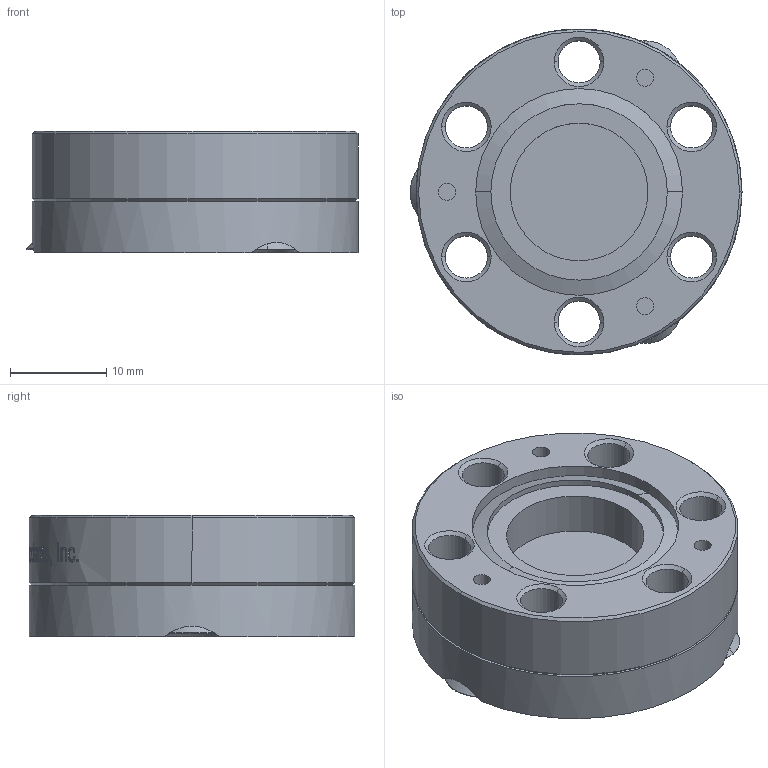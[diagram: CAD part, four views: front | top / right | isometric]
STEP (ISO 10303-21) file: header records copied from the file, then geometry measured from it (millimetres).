
FILE_DESCRIPTION(/* description */ ('Alibre Inc.'),/* implementation_level */ '2;1');
FILE_NAME(/* name */ 'export0',/* time_stamp */ '2009-02-25T09:30:24-08:00',/* author */ (''),/* organization */ (''),/* preprocessor_version */ 'ST-DEVELOPER v10',/* originating_system */ 'Alibre',/* authorisation */ '');
FILE_SCHEMA (('CONFIG_CONTROL_DESIGN'));
Length unit declared in the file: centimetre
Products named in the file (1): ID_1
Bounding box: 34.42 x 33.78 x 12.57 mm (x, y, z)
Volume: 7897.8 mm3; surface area: 6322.5 mm2
Topology: 1 solids, 5 shells, 570 faces, 1401 edges, 881 vertices
Faces by surface type: plane 180, bspline 140, cone 123, cylinder 120, torus 6, sphere 1
Full cylindrical faces by diameter (mm): 1.778 x3, 3.556 x3, 4.369 x6, 14.275 x1, 15.545 x1, 15.875 x1, 21.641 x1, 22.2 x1, 22.352 x1, 33.782 x1
Entity records: 42134 total; most frequent: CARTESIAN_POINT 30590, ORIENTED_EDGE 2752, DIRECTION 1670, EDGE_CURVE 1376, VERTEX_POINT 876, AXIS2_PLACEMENT_3D 732, EDGE_LOOP 662, FACE_BOUND 662
